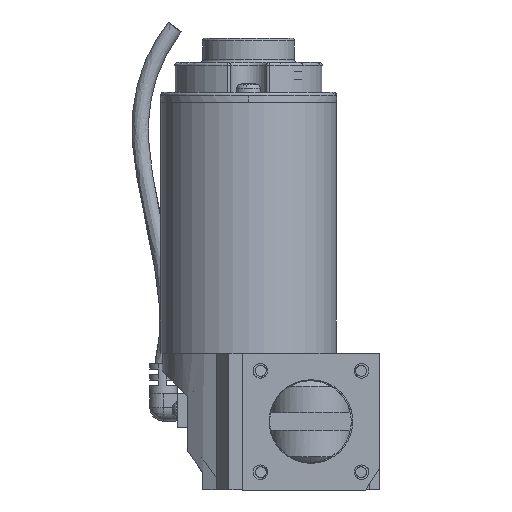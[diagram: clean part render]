
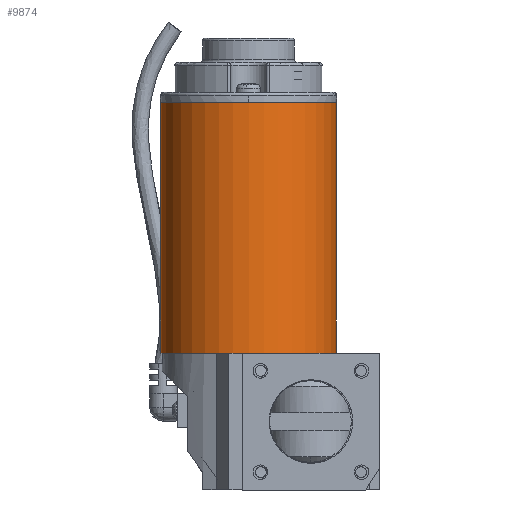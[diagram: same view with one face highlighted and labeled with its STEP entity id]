
A CAD part, left-side view. The second image highlights one B-rep face of the part: STEP entity #9874.
In plain terms, the highlighted cylindrical face has radius 32 mm (diameter 64 mm), a partial arc.
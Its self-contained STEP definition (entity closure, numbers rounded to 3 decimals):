
#421 = EDGE_CURVE ( 'NONE', #16653, #20064, #20450, .T. ) ;
#449 = EDGE_CURVE ( 'NONE', #20064, #15837, #8335, .T. ) ;
#2639 = CARTESIAN_POINT ( 'NONE',  ( 0., 0., 50.5 ) ) ;
#3016 = CARTESIAN_POINT ( 'NONE',  ( 0., 32., 141.5 ) ) ;
#3020 = CARTESIAN_POINT ( 'NONE',  ( 0., 32., 80.5 ) ) ;
#3227 = ORIENTED_EDGE ( 'NONE', *, *, #421, .T. ) ;
#3631 = EDGE_CURVE ( 'NONE', #15837, #10573, #7440, .T. ) ;
#3860 = CARTESIAN_POINT ( 'NONE',  ( 0., -32., 80.5 ) ) ;
#4909 = ORIENTED_EDGE ( 'NONE', *, *, #449, .T. ) ;
#5483 = CARTESIAN_POINT ( 'NONE',  ( 0., -32., 141.5 ) ) ;
#7440 = B_SPLINE_CURVE_WITH_KNOTS ( 'NONE', 3,
 ( #22187, #3860, #22265, #5483 ),
 .UNSPECIFIED., .F., .F.,
 ( 4, 4 ),
 ( -0.005, 1. ),
 .UNSPECIFIED. ) ;
#7844 = AXIS2_PLACEMENT_3D ( 'NONE', #16276, #14733, #20284 ) ;
#8335 = CIRCLE ( 'NONE', #10878, 32. ) ;
#8774 = CARTESIAN_POINT ( 'NONE',  ( 0., 0., 50. ) ) ;
#8782 = CARTESIAN_POINT ( 'NONE',  ( 0., 32., 50. ) ) ;
#9655 = ORIENTED_EDGE ( 'NONE', *, *, #3631, .T. ) ;
#9749 = AXIS2_PLACEMENT_3D ( 'NONE', #2639, #17267, #10002 ) ;
#9874 = ADVANCED_FACE ( 'NONE', ( #22634 ), #12601, .T. ) ;
#10002 = DIRECTION ( 'NONE',  ( 0., 1., 0. ) ) ;
#10318 = DIRECTION ( 'NONE',  ( 1., 0., 0. ) ) ;
#10573 = VERTEX_POINT ( 'NONE', #21206 ) ;
#10878 = AXIS2_PLACEMENT_3D ( 'NONE', #8774, #14177, #10318 ) ;
#12601 = CYLINDRICAL_SURFACE ( 'NONE', #9749, 32. ) ;
#13365 = EDGE_LOOP ( 'NONE', ( #20059, #3227, #4909, #9655 ) ) ;
#14177 = DIRECTION ( 'NONE',  ( 0., 0., 1. ) ) ;
#14619 = CARTESIAN_POINT ( 'NONE',  ( 0., -32., 50. ) ) ;
#14733 = DIRECTION ( 'NONE',  ( 0., 0., -1. ) ) ;
#15057 = CIRCLE ( 'NONE', #7844, 32. ) ;
#15837 = VERTEX_POINT ( 'NONE', #14619 ) ;
#16276 = CARTESIAN_POINT ( 'NONE',  ( 0., 0., 141.5 ) ) ;
#16653 = VERTEX_POINT ( 'NONE', #3016 ) ;
#17267 = DIRECTION ( 'NONE',  ( 0., 0., 1. ) ) ;
#19812 = CARTESIAN_POINT ( 'NONE',  ( 0., 32., 141.5 ) ) ;
#20059 = ORIENTED_EDGE ( 'NONE', *, *, #23174, .T. ) ;
#20064 = VERTEX_POINT ( 'NONE', #8782 ) ;
#20284 = DIRECTION ( 'NONE',  ( 1., 0., 0. ) ) ;
#20450 = B_SPLINE_CURVE_WITH_KNOTS ( 'NONE', 3,
 ( #19812, #21311, #3020, #23335 ),
 .UNSPECIFIED., .F., .F.,
 ( 4, 4 ),
 ( 0., 1.005 ),
 .UNSPECIFIED. ) ;
#21206 = CARTESIAN_POINT ( 'NONE',  ( 0., -32., 141.5 ) ) ;
#21311 = CARTESIAN_POINT ( 'NONE',  ( 0., 32., 111. ) ) ;
#22187 = CARTESIAN_POINT ( 'NONE',  ( 0., -32., 50. ) ) ;
#22265 = CARTESIAN_POINT ( 'NONE',  ( 0., -32., 111. ) ) ;
#22634 = FACE_OUTER_BOUND ( 'NONE', #13365, .T. ) ;
#23174 = EDGE_CURVE ( 'NONE', #10573, #16653, #15057, .T. ) ;
#23335 = CARTESIAN_POINT ( 'NONE',  ( 0., 32., 50. ) ) ;
